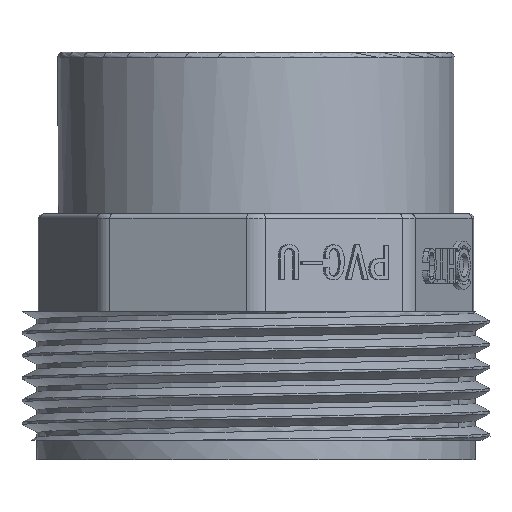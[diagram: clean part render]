
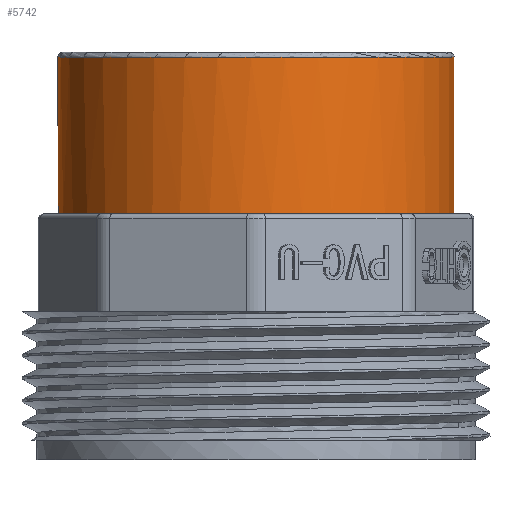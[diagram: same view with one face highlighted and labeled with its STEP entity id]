
A CAD part, front view. The second image highlights one B-rep face of the part: STEP entity #5742.
In plain terms, the highlighted cylindrical face has radius 20.25 mm (diameter 40.5 mm), a full revolution.
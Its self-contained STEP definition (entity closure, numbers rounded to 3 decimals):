
#421=FACE_OUTER_BOUND('',#784,.T.);
#784=EDGE_LOOP('',(#4286,#4287,#4288,#4289,#4290,#4291,#4292,#4293,#4294,
#4295,#4296,#4297));
#1289=CIRCLE('',#6124,20.25);
#1292=CIRCLE('',#6128,20.25);
#1293=CIRCLE('',#6130,20.25);
#1296=CIRCLE('',#6134,20.25);
#1298=CIRCLE('',#6137,20.25);
#1299=CIRCLE('',#6139,20.25);
#1302=CIRCLE('',#6143,20.25);
#1313=CIRCLE('',#6156,20.25);
#1314=CIRCLE('',#6157,20.25);
#1315=CIRCLE('',#6158,20.25);
#1548=LINE('',#13470,#2097);
#2097=VECTOR('',#6841,20.25);
#2746=VERTEX_POINT('',#13121);
#2747=VERTEX_POINT('',#13122);
#2752=VERTEX_POINT('',#13134);
#2753=VERTEX_POINT('',#13138);
#2758=VERTEX_POINT('',#13150);
#2761=VERTEX_POINT('',#13158);
#2762=VERTEX_POINT('',#13162);
#2767=VERTEX_POINT('',#13174);
#2779=VERTEX_POINT('',#13467);
#2780=VERTEX_POINT('',#13468);
#3342=EDGE_CURVE('',#2746,#2747,#1289,.T.);
#3348=EDGE_CURVE('',#2747,#2752,#1292,.T.);
#3350=EDGE_CURVE('',#2753,#2746,#1293,.T.);
#3356=EDGE_CURVE('',#2752,#2758,#1296,.T.);
#3360=EDGE_CURVE('',#2758,#2761,#1298,.T.);
#3362=EDGE_CURVE('',#2762,#2753,#1299,.T.);
#3368=EDGE_CURVE('',#2761,#2767,#1302,.T.);
#3386=EDGE_CURVE('',#2779,#2780,#1313,.T.);
#3387=EDGE_CURVE('',#2780,#2758,#1548,.T.);
#3388=EDGE_CURVE('',#2767,#2762,#1314,.T.);
#3389=EDGE_CURVE('',#2780,#2779,#1315,.T.);
#4286=ORIENTED_EDGE('',*,*,#3386,.T.);
#4287=ORIENTED_EDGE('',*,*,#3387,.T.);
#4288=ORIENTED_EDGE('',*,*,#3356,.F.);
#4289=ORIENTED_EDGE('',*,*,#3348,.F.);
#4290=ORIENTED_EDGE('',*,*,#3342,.F.);
#4291=ORIENTED_EDGE('',*,*,#3350,.F.);
#4292=ORIENTED_EDGE('',*,*,#3362,.F.);
#4293=ORIENTED_EDGE('',*,*,#3388,.F.);
#4294=ORIENTED_EDGE('',*,*,#3368,.F.);
#4295=ORIENTED_EDGE('',*,*,#3360,.F.);
#4296=ORIENTED_EDGE('',*,*,#3387,.F.);
#4297=ORIENTED_EDGE('',*,*,#3389,.T.);
#5671=CYLINDRICAL_SURFACE('',#6155,20.25);
#5742=ADVANCED_FACE('',(#421),#5671,.T.);
#6124=AXIS2_PLACEMENT_3D('',#13123,#6757,#6758);
#6128=AXIS2_PLACEMENT_3D('',#13135,#6768,#6769);
#6130=AXIS2_PLACEMENT_3D('',#13139,#6773,#6774);
#6134=AXIS2_PLACEMENT_3D('',#13151,#6784,#6785);
#6137=AXIS2_PLACEMENT_3D('',#13159,#6792,#6793);
#6139=AXIS2_PLACEMENT_3D('',#13163,#6797,#6798);
#6143=AXIS2_PLACEMENT_3D('',#13175,#6808,#6809);
#6155=AXIS2_PLACEMENT_3D('',#13466,#6837,#6838);
#6156=AXIS2_PLACEMENT_3D('',#13469,#6839,#6840);
#6157=AXIS2_PLACEMENT_3D('',#13471,#6842,#6843);
#6158=AXIS2_PLACEMENT_3D('',#13472,#6844,#6845);
#6757=DIRECTION('center_axis',(0.,0.,-1.));
#6758=DIRECTION('ref_axis',(-0.924,0.383,0.));
#6768=DIRECTION('center_axis',(0.,0.,-1.));
#6769=DIRECTION('ref_axis',(-0.924,0.383,0.));
#6773=DIRECTION('center_axis',(0.,0.,-1.));
#6774=DIRECTION('ref_axis',(-0.924,0.383,0.));
#6784=DIRECTION('center_axis',(0.,0.,-1.));
#6785=DIRECTION('ref_axis',(-0.924,0.383,0.));
#6792=DIRECTION('center_axis',(0.,0.,-1.));
#6793=DIRECTION('ref_axis',(-0.924,0.383,0.));
#6797=DIRECTION('center_axis',(0.,0.,-1.));
#6798=DIRECTION('ref_axis',(-0.924,0.383,0.));
#6808=DIRECTION('center_axis',(0.,0.,-1.));
#6809=DIRECTION('ref_axis',(-0.924,0.383,0.));
#6837=DIRECTION('center_axis',(0.,0.,1.));
#6838=DIRECTION('ref_axis',(-0.924,0.383,0.));
#6839=DIRECTION('center_axis',(0.,0.,-1.));
#6840=DIRECTION('ref_axis',(1.,0.,0.));
#6841=DIRECTION('',(0.,0.,-1.));
#6842=DIRECTION('center_axis',(0.,0.,-1.));
#6843=DIRECTION('ref_axis',(-0.924,0.383,0.));
#6844=DIRECTION('center_axis',(0.,0.,-1.));
#6845=DIRECTION('ref_axis',(1.,0.,0.));
#13121=CARTESIAN_POINT('',(-7.749,18.709,25.1));
#13122=CARTESIAN_POINT('',(7.749,18.709,25.1));
#13123=CARTESIAN_POINT('Origin',(0.,0.,25.1));
#13134=CARTESIAN_POINT('',(18.709,7.749,25.1));
#13135=CARTESIAN_POINT('Origin',(0.,0.,25.1));
#13138=CARTESIAN_POINT('',(-18.709,7.749,25.1));
#13139=CARTESIAN_POINT('Origin',(0.,0.,25.1));
#13150=CARTESIAN_POINT('',(18.709,-7.749,25.1));
#13151=CARTESIAN_POINT('Origin',(0.,0.,25.1));
#13158=CARTESIAN_POINT('',(7.749,-18.709,25.1));
#13159=CARTESIAN_POINT('Origin',(0.,0.,25.1));
#13162=CARTESIAN_POINT('',(-18.709,-7.749,25.1));
#13163=CARTESIAN_POINT('Origin',(0.,0.,25.1));
#13174=CARTESIAN_POINT('',(-7.749,-18.709,25.1));
#13175=CARTESIAN_POINT('Origin',(0.,0.,25.1));
#13466=CARTESIAN_POINT('Origin',(0.,0.,35.1));
#13467=CARTESIAN_POINT('',(-20.25,0.,41.1));
#13468=CARTESIAN_POINT('',(18.709,-7.749,41.1));
#13469=CARTESIAN_POINT('Origin',(0.,0.,41.1));
#13470=CARTESIAN_POINT('',(18.709,-7.749,35.1));
#13471=CARTESIAN_POINT('Origin',(0.,0.,25.1));
#13472=CARTESIAN_POINT('Origin',(0.,0.,41.1));
